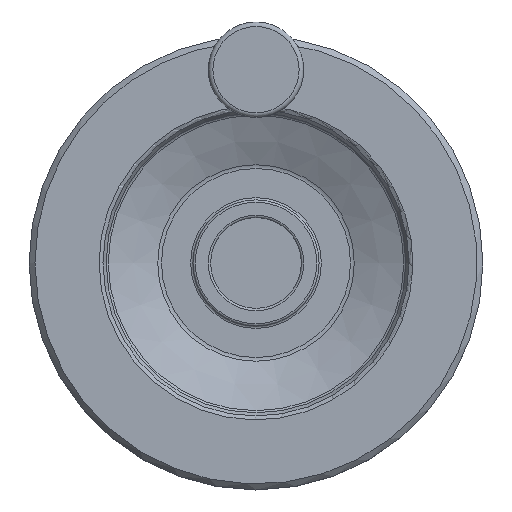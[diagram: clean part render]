
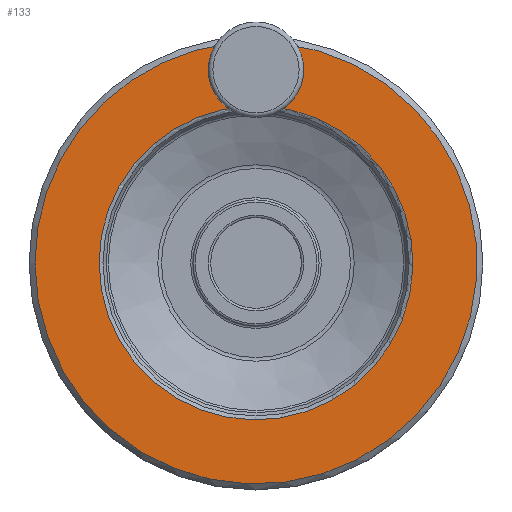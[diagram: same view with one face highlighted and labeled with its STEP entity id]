
A CAD part, top view. The second image highlights one B-rep face of the part: STEP entity #133.
In plain terms, the highlighted planar face has unit normal (0, 0, 1).
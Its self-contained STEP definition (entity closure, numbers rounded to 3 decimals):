
#133 = ADVANCED_FACE( '', ( #366 ), #367, .F. );
#366 = FACE_OUTER_BOUND( '', #750, .T. );
#367 = PLANE( '', #751 );
#750 = EDGE_LOOP( '', ( #2846, #2847, #2848, #2849 ) );
#751 = AXIS2_PLACEMENT_3D( '', #2850, #2851, #2852 );
#2846 = ORIENTED_EDGE( '', *, *, #3572, .T. );
#2847 = ORIENTED_EDGE( '', *, *, #3573, .T. );
#2848 = ORIENTED_EDGE( '', *, *, #3574, .T. );
#2849 = ORIENTED_EDGE( '', *, *, #3575, .T. );
#2850 = CARTESIAN_POINT( '', ( 0., 50., 24. ) );
#2851 = DIRECTION( '', ( 0., 0., -1. ) );
#2852 = DIRECTION( '', ( -1., 0., 0. ) );
#3572 = EDGE_CURVE( '', #3859, #3860, #3861, .F. );
#3573 = EDGE_CURVE( '', #3860, #3862, #3863, .T. );
#3574 = EDGE_CURVE( '', #3862, #3864, #3865, .F. );
#3575 = EDGE_CURVE( '', #3864, #3859, #3866, .F. );
#3859 = VERTEX_POINT( '', #4267 );
#3860 = VERTEX_POINT( '', #4268 );
#3861 = CIRCLE( '', #4269, 8.096 );
#3862 = VERTEX_POINT( '', #4270 );
#3863 = CIRCLE( '', #4271, 34.577 );
#3864 = VERTEX_POINT( '', #4272 );
#3865 = CIRCLE( '', #4273, 8.096 );
#3866 = CIRCLE( '', #4274, 48.7 );
#4267 = CARTESIAN_POINT( '', ( 5.565, 48.381, 24. ) );
#4268 = CARTESIAN_POINT( '', ( 1.504, 34.545, 24. ) );
#4269 = AXIS2_PLACEMENT_3D( '', #5630, #5631, #5632 );
#4270 = CARTESIAN_POINT( '', ( -1.504, 34.545, 24. ) );
#4271 = AXIS2_PLACEMENT_3D( '', #5633, #5634, #5635 );
#4272 = CARTESIAN_POINT( '', ( -5.565, 48.381, 24. ) );
#4273 = AXIS2_PLACEMENT_3D( '', #5636, #5637, #5638 );
#4274 = AXIS2_PLACEMENT_3D( '', #5639, #5640, #5641 );
#5630 = CARTESIAN_POINT( '', ( 0., 42.5, 24. ) );
#5631 = DIRECTION( '', ( 0., 0., 1. ) );
#5632 = DIRECTION( '', ( -1., 0., 0. ) );
#5633 = CARTESIAN_POINT( '', ( 0., 0., 24. ) );
#5634 = DIRECTION( '', ( 0., 0., -1. ) );
#5635 = DIRECTION( '', ( -1., 0., 0. ) );
#5636 = CARTESIAN_POINT( '', ( 0., 42.5, 24. ) );
#5637 = DIRECTION( '', ( 0., 0., 1. ) );
#5638 = DIRECTION( '', ( -1., 0., 0. ) );
#5639 = CARTESIAN_POINT( '', ( 0., 0., 24. ) );
#5640 = DIRECTION( '', ( 0., 0., -1. ) );
#5641 = DIRECTION( '', ( -1., 0., 0. ) );
